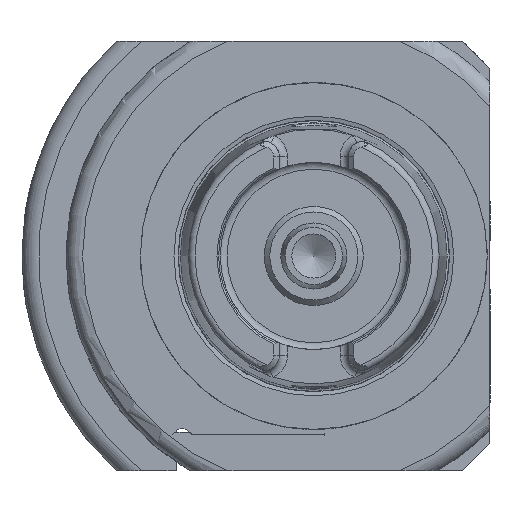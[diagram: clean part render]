
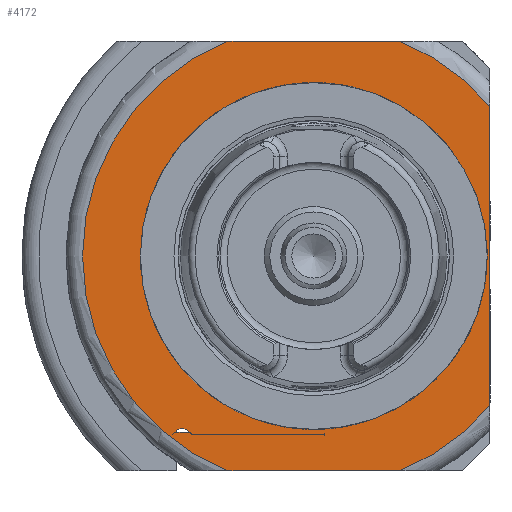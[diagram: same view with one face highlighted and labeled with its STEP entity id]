
A CAD part, left-side view. The second image highlights one B-rep face of the part: STEP entity #4172.
In plain terms, the highlighted planar face has unit normal (-1, 0, 0).
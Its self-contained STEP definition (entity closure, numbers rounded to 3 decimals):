
#1363=CARTESIAN_POINT('',(32.,22.64,-32.));
#1364=VERTEX_POINT('',#1363);
#1365=CARTESIAN_POINT('',(32.,25.224,-32.));
#1366=VERTEX_POINT('',#1365);
#1367=CARTESIAN_POINT('',(32.,22.64,-32.));
#1368=DIRECTION('',(0.,1.0,0.));
#1369=VECTOR('',#1368,2.583);
#1370=LINE('',#1367,#1369);
#1371=EDGE_CURVE('',#1364,#1366,#1370,.T.);
#1521=CARTESIAN_POINT('',(32.,23.932,-34.159));
#1522=DIRECTION('',(1.0,0.,0.));
#1523=DIRECTION('',(0.,0.,1.0));
#1524=AXIS2_PLACEMENT_3D('',#1521,#1522,#1523);
#1525=ELLIPSE('',#1524,2.828,2.0);
#1526=EDGE_CURVE('',#1366,#1364,#1525,.T.);
#1710=CARTESIAN_POINT('',(32.,-15.588,-39.));
#1711=VERTEX_POINT('',#1710);
#1729=CARTESIAN_POINT('',(32.,15.588,-39.));
#1730=VERTEX_POINT('',#1729);
#1731=CARTESIAN_POINT('',(32.,15.588,-39.));
#1732=DIRECTION('',(0.,-1.0,0.0));
#1733=VECTOR('',#1732,31.177);
#1734=LINE('',#1731,#1733);
#1735=EDGE_CURVE('',#1730,#1711,#1734,.T.);
#1993=CARTESIAN_POINT('',(32.,15.588,39.));
#1994=VERTEX_POINT('',#1993);
#2012=CARTESIAN_POINT('',(32.,-15.588,39.));
#2013=VERTEX_POINT('',#2012);
#2014=CARTESIAN_POINT('',(32.,-15.588,39.));
#2015=DIRECTION('',(0.,1.0,0.0));
#2016=VECTOR('',#2015,31.177);
#2017=LINE('',#2014,#2016);
#2018=EDGE_CURVE('',#2013,#1994,#2017,.T.);
#2189=CARTESIAN_POINT('',(32.,-32.,27.203));
#2190=VERTEX_POINT('',#2189);
#2208=CARTESIAN_POINT('',(32.,-32.,-27.203));
#2209=VERTEX_POINT('',#2208);
#2210=CARTESIAN_POINT('',(32.,-32.,-27.203));
#2211=DIRECTION('',(0.0,0.0,1.0));
#2212=VECTOR('',#2211,54.406);
#2213=LINE('',#2210,#2212);
#2214=EDGE_CURVE('',#2209,#2190,#2213,.T.);
#2356=CARTESIAN_POINT('',(32.,0.,0.0));
#2357=DIRECTION('',(1.0,0.,0.0));
#2358=DIRECTION('',(0.,1.0,0.0));
#2359=AXIS2_PLACEMENT_3D('',#2356,#2357,#2358);
#2360=CIRCLE('',#2359,42.);
#2361=EDGE_CURVE('',#2209,#1711,#2360,.T.);
#2372=CARTESIAN_POINT('',(32.,0.,0.0));
#2373=DIRECTION('',(1.0,0.,0.0));
#2374=DIRECTION('',(0.,1.0,0.0));
#2375=AXIS2_PLACEMENT_3D('',#2372,#2373,#2374);
#2376=CIRCLE('',#2375,42.);
#2377=EDGE_CURVE('',#2013,#2190,#2376,.T.);
#4084=CARTESIAN_POINT('',(32.,31.,0.0));
#4085=VERTEX_POINT('',#4084);
#4086=CARTESIAN_POINT('',(32.,0.,0.0));
#4087=DIRECTION('',(1.0,0.,0.0));
#4088=DIRECTION('',(0.,1.0,0.0));
#4089=AXIS2_PLACEMENT_3D('',#4086,#4087,#4088);
#4090=CIRCLE('',#4089,31.);
#4091=EDGE_CURVE('',#4085,#4085,#4090,.T.);
#4146=CARTESIAN_POINT('',(32.,36.5,0.0));
#4147=DIRECTION('',(-1.0,0.,0.0));
#4148=DIRECTION('',(0.0,0.0,1.0));
#4149=AXIS2_PLACEMENT_3D('',#4146,#4147,#4148);
#4150=PLANE('',#4149);
#4151=ORIENTED_EDGE('',*,*,#2018,.T.);
#4152=CARTESIAN_POINT('',(32.,0.,0.0));
#4153=DIRECTION('',(1.0,0.,0.0));
#4154=DIRECTION('',(0.,1.0,0.0));
#4155=AXIS2_PLACEMENT_3D('',#4152,#4153,#4154);
#4156=CIRCLE('',#4155,42.);
#4157=EDGE_CURVE('',#1730,#1994,#4156,.T.);
#4158=ORIENTED_EDGE('',*,*,#4157,.F.);
#4159=ORIENTED_EDGE('',*,*,#1735,.T.);
#4160=ORIENTED_EDGE('',*,*,#2361,.F.);
#4161=ORIENTED_EDGE('',*,*,#2214,.T.);
#4162=ORIENTED_EDGE('',*,*,#2377,.F.);
#4163=EDGE_LOOP('',(#4151,#4158,#4159,#4160,#4161,#4162));
#4164=FACE_OUTER_BOUND('',#4163,.T.);
#4165=ORIENTED_EDGE('',*,*,#1526,.T.);
#4166=ORIENTED_EDGE('',*,*,#1371,.T.);
#4167=EDGE_LOOP('',(#4165,#4166));
#4168=FACE_BOUND('',#4167,.T.);
#4169=ORIENTED_EDGE('',*,*,#4091,.T.);
#4170=EDGE_LOOP('',(#4169));
#4171=FACE_BOUND('',#4170,.T.);
#4172=ADVANCED_FACE('',(#4164,#4168,#4171),#4150,.T.);
